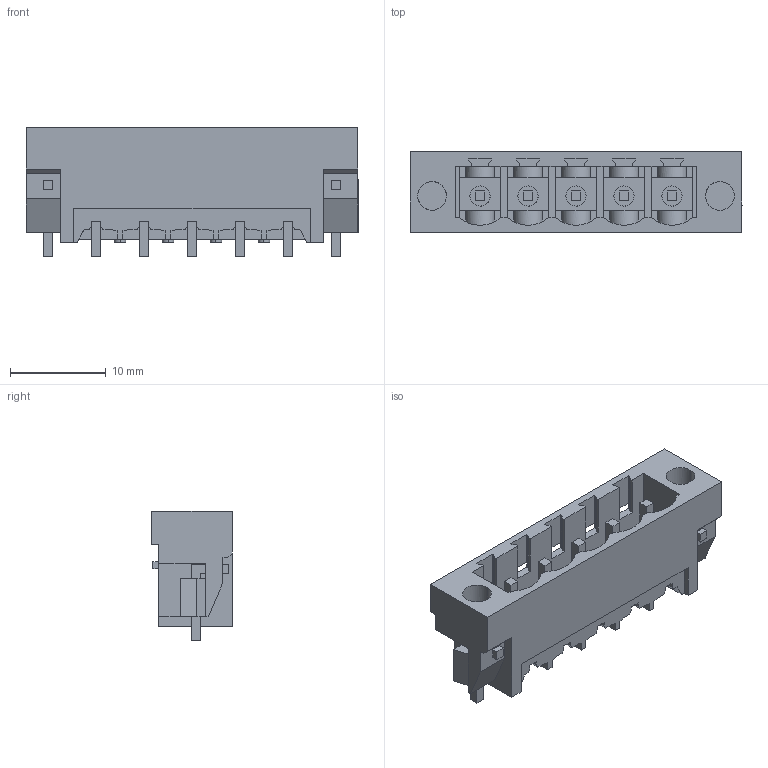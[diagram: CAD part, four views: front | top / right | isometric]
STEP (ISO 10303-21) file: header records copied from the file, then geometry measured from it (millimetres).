
FILE_DESCRIPTION(('CATIA V5 STEP Exchange','CAx-IF Rec.Pracs.--- Model Styling and Organization---1.2---2011-12-15'),'2;1');
FILE_NAME ('D1456406_0_1797960000_1797960000.stp','2018-04-12T04:23:43+00:00',('none'),('Weidmueller'),'CATIA Version 5-6 Release 2014','CATIA V5 STEP AP214','none');
FILE_SCHEMA(('AUTOMOTIVE_DESIGN { 1 0 10303 214 1 1 1 1 }'));
Length unit declared in the file: millimetre
Products named in the file (1): 1797960000
Bounding box: 34.6 x 8.43 x 13.5 mm (x, y, z)
Volume: 1442 mm3; surface area: 3030 mm2
Topology: 8 solids, 8 shells, 408 faces, 1196 edges, 796 vertices
Faces by surface type: plane 355, cylinder 53
Entity records: 13004 total; most frequent: CARTESIAN_POINT 2635, ORIENTED_EDGE 2392, DIRECTION 1738, EDGE_CURVE 1196, VECTOR 1050, LINE 1050, VERTEX_POINT 796, EDGE_LOOP 424
